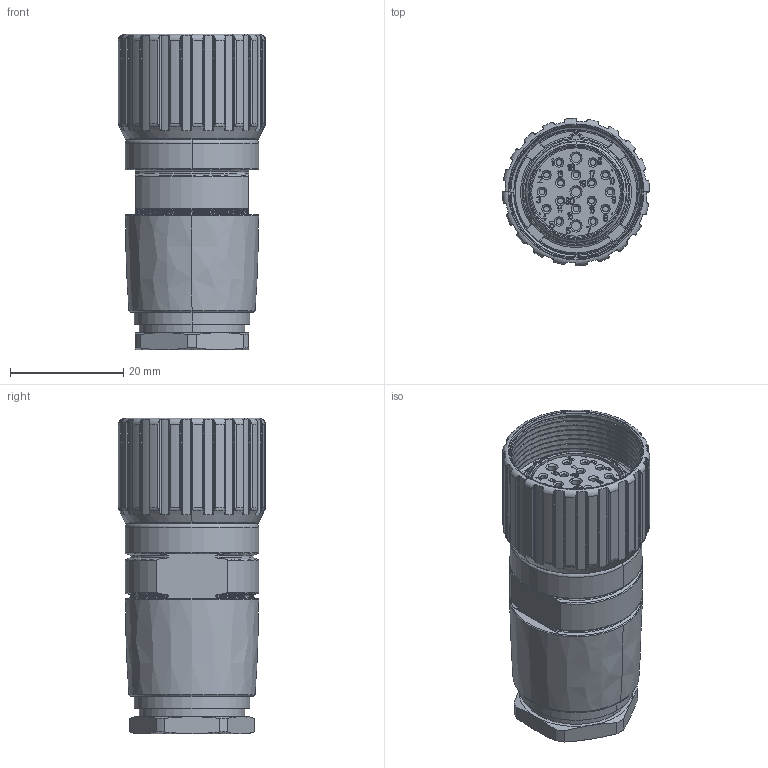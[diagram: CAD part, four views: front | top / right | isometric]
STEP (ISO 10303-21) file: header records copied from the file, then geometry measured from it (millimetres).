
FILE_DESCRIPTION(/* description */ (''),/* implementation_level */ '2;1');
FILE_NAME(/* name */ 'MKCC19L.stp',/* time_stamp */ '2016-12-09T09:42:19+01:00',/* author */ (''),/* organization */ (''),/* preprocessor_version */ 'ST-DEVELOPER v16',/* originating_system */ 'SIEMENS PLM Software NX 10.0',/* authorisation */ '');
FILE_SCHEMA (('AUTOMOTIVE_DESIGN { 1 0 10303 214 3 1 1 1 }'));
Length unit declared in the file: millimetre
Products named in the file (1): RC-19S1N121716
Bounding box: 26 x 26 x 55.7 mm (x, y, z)
Volume: 19924.9 mm3; surface area: 8199.4 mm2
Topology: 1 solids, 1 shells, 1413 faces, 3906 edges, 2566 vertices
Faces by surface type: plane 1009, cylinder 240, cone 70, torus 70, bspline 24
Entity records: 53249 total; most frequent: CARTESIAN_POINT 17729, ORIENTED_EDGE 7812, DIRECTION 6684, EDGE_CURVE 3906, LINE 2988, VECTOR 2988, VERTEX_POINT 2566, AXIS2_PLACEMENT_3D 1848
